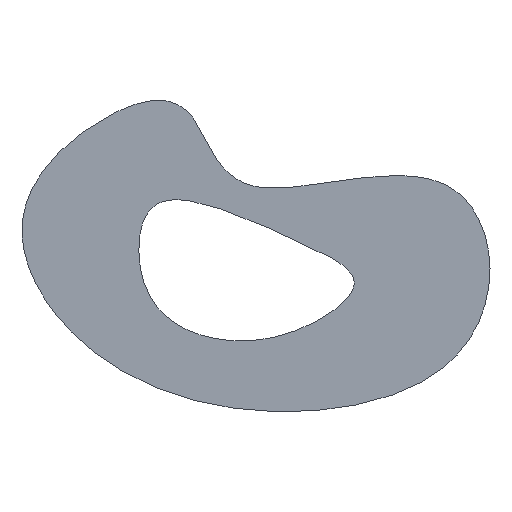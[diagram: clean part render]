
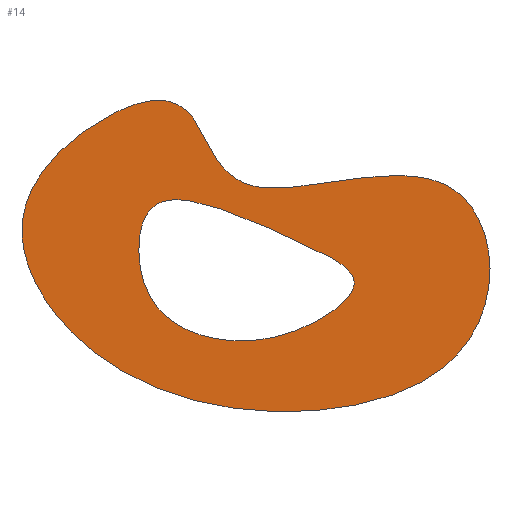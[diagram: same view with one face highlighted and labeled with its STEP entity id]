
A CAD part, top view. The second image highlights one B-rep face of the part: STEP entity #14.
In plain terms, the highlighted planar face has unit normal (0, 0, 1).
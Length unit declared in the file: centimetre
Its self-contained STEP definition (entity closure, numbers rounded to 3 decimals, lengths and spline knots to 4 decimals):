
#14=ADVANCED_FACE('',(#16,#15),#27,.T.);
#15=FACE_BOUND('',#18,.T.);
#16=FACE_OUTER_BOUND('',#17,.T.);
#17=EDGE_LOOP('',(#19));
#18=EDGE_LOOP('',(#20));
#19=ORIENTED_EDGE('',*,*,#21,.T.);
#20=ORIENTED_EDGE('',*,*,#22,.F.);
#21=EDGE_CURVE('',#25,#25,#23,.T.);
#22=EDGE_CURVE('',#26,#26,#24,.T.);
#23=B_SPLINE_CURVE_WITH_KNOTS('',3,(#127,#128,#129,#130,#131,#132,#133,
#134,#135,#136),.UNSPECIFIED.,.T.,.F.,(4,1,1,1,1,1,1,4),(0.,379.0268,
758.0535,1137.0803,1516.1071,1895.1339,2274.1606,
2653.1874),.UNSPECIFIED.);
#24=B_SPLINE_CURVE_WITH_KNOTS('',3,(#137,#138,#139,#140,#141,#142,#143,
#144,#145),.UNSPECIFIED.,.T.,.F.,(4,1,1,1,1,1,4),(0.,188.9151,377.8301,
566.7452,755.6602,944.5753,1133.4903),
 .UNSPECIFIED.);
#25=VERTEX_POINT('',#125);
#26=VERTEX_POINT('',#126);
#27=PLANE('',#116);
#116=AXIS2_PLACEMENT_3D('',#124,#120,$);
#120=DIRECTION('',(0.,0.,1.));
#124=CARTESIAN_POINT('',(-140.0667,-131.2667,0.));
#125=CARTESIAN_POINT('',(-1.6667,306.6667,0.));
#126=CARTESIAN_POINT('',(31.6667,136.6667,0.));
#127=CARTESIAN_POINT('',(-1.6667,306.6667,0.));
#128=CARTESIAN_POINT('',(-56.6667,280.,0.));
#129=CARTESIAN_POINT('',(-210.,160.,0.));
#130=CARTESIAN_POINT('',(30.,-140.,0.));
#131=CARTESIAN_POINT('',(550.,-100.,0.));
#132=CARTESIAN_POINT('',(520.,290.,0.));
#133=CARTESIAN_POINT('',(150.,150.,0.));
#134=CARTESIAN_POINT('',(120.,320.,0.));
#135=CARTESIAN_POINT('',(53.3333,333.3333,0.));
#136=CARTESIAN_POINT('',(-1.6667,306.6667,0.));
#137=CARTESIAN_POINT('',(31.6667,136.6667,0.));
#138=CARTESIAN_POINT('',(26.6667,103.3333,0.));
#139=CARTESIAN_POINT('',(40.,10.,0.));
#140=CARTESIAN_POINT('',(210.,-30.,0.));
#141=CARTESIAN_POINT('',(370.,70.,0.));
#142=CARTESIAN_POINT('',(270.,120.,0.));
#143=CARTESIAN_POINT('',(70.,210.,0.));
#144=CARTESIAN_POINT('',(36.6667,170.,0.));
#145=CARTESIAN_POINT('',(31.6667,136.6667,0.));
